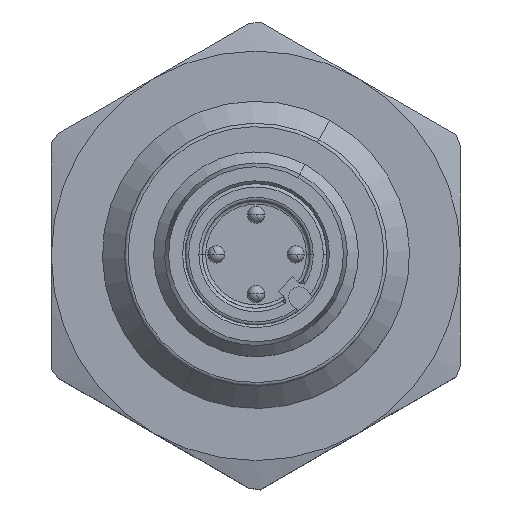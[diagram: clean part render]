
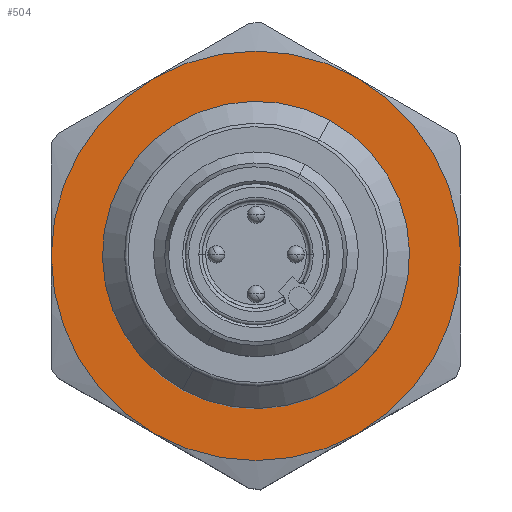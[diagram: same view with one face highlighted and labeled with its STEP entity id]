
A CAD part, top view. The second image highlights one B-rep face of the part: STEP entity #504.
In plain terms, the highlighted planar face has unit normal (0, 0, 1).
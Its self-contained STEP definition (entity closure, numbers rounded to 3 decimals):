
#504=ADVANCED_FACE('',(#1438,#1439),#1440,.F.);
#1438=FACE_OUTER_BOUND('',#2456,.T.);
#1439=FACE_BOUND('',#2457,.T.);
#1440=PLANE('',#2458);
#2456=EDGE_LOOP('',(#6356,#6357,#6358,#6359,#6360,#6361));
#2457=EDGE_LOOP('',(#6362,#6363,#6364));
#2458=AXIS2_PLACEMENT_3D('',#6365,#6366,#6367);
#6356=ORIENTED_EDGE('',*,*,#8101,.T.);
#6357=ORIENTED_EDGE('',*,*,#8102,.T.);
#6358=ORIENTED_EDGE('',*,*,#8103,.T.);
#6359=ORIENTED_EDGE('',*,*,#8104,.T.);
#6360=ORIENTED_EDGE('',*,*,#8105,.T.);
#6361=ORIENTED_EDGE('',*,*,#8106,.T.);
#6362=ORIENTED_EDGE('',*,*,#7645,.T.);
#6363=ORIENTED_EDGE('',*,*,#8107,.T.);
#6364=ORIENTED_EDGE('',*,*,#8099,.T.);
#6365=CARTESIAN_POINT('',(0.0,0.0,17.0));
#6366=DIRECTION('',(0.0,0.0,-1.0));
#6367=DIRECTION('',(0.0,-1.0,0.0));
#7645=EDGE_CURVE('',#9416,#9420,#9422,.T.);
#8099=EDGE_CURVE('',#10175,#9416,#10176,.T.);
#8101=EDGE_CURVE('',#10178,#10179,#10180,.T.);
#8102=EDGE_CURVE('',#10179,#10181,#10182,.T.);
#8103=EDGE_CURVE('',#10181,#10183,#10184,.T.);
#8104=EDGE_CURVE('',#10183,#10185,#10186,.T.);
#8105=EDGE_CURVE('',#10185,#10187,#10188,.T.);
#8106=EDGE_CURVE('',#10187,#10178,#10189,.T.);
#8107=EDGE_CURVE('',#9420,#10175,#10190,.T.);
#9416=VERTEX_POINT('',#12812);
#9420=VERTEX_POINT('',#12817);
#9422=CIRCLE('',#12820,8.8);
#10175=VERTEX_POINT('',#14302);
#10176=CIRCLE('',#14303,8.8);
#10178=VERTEX_POINT('',#14306);
#10179=VERTEX_POINT('',#14307);
#10180=CIRCLE('',#14308,12.0);
#10181=VERTEX_POINT('',#14309);
#10182=CIRCLE('',#14310,12.0);
#10183=VERTEX_POINT('',#14311);
#10184=CIRCLE('',#14312,12.0);
#10185=VERTEX_POINT('',#14313);
#10186=CIRCLE('',#14314,12.0);
#10187=VERTEX_POINT('',#14315);
#10188=CIRCLE('',#14316,12.0);
#10189=CIRCLE('',#14317,12.0);
#10190=CIRCLE('',#14318,8.8);
#12812=CARTESIAN_POINT('',(0.208,8.798,17.0));
#12817=CARTESIAN_POINT('',(7.723,4.219,17.0));
#12820=AXIS2_PLACEMENT_3D('',#15866,#15867,#15868);
#14302=CARTESIAN_POINT('',(-7.723,-4.219,17.0));
#14303=AXIS2_PLACEMENT_3D('',#16346,#16347,#16348);
#14306=CARTESIAN_POINT('',(6.,10.392,17.0));
#14307=CARTESIAN_POINT('',(-6.,10.392,17.));
#14308=AXIS2_PLACEMENT_3D('',#16350,#16351,#16352);
#14309=CARTESIAN_POINT('',(-12.,0.,17.));
#14310=AXIS2_PLACEMENT_3D('',#16353,#16354,#16355);
#14311=CARTESIAN_POINT('',(-6.0,-10.392,17.0));
#14312=AXIS2_PLACEMENT_3D('',#16356,#16357,#16358);
#14313=CARTESIAN_POINT('',(6.,-10.392,17.));
#14314=AXIS2_PLACEMENT_3D('',#16359,#16360,#16361);
#14315=CARTESIAN_POINT('',(12.0,0.,17.));
#14316=AXIS2_PLACEMENT_3D('',#16362,#16363,#16364);
#14317=AXIS2_PLACEMENT_3D('',#16365,#16366,#16367);
#14318=AXIS2_PLACEMENT_3D('',#16368,#16369,#16370);
#15866=CARTESIAN_POINT('',(0.0,0.0,17.0));
#15867=DIRECTION('',(0.0,0.0,-1.0));
#15868=DIRECTION('',(0.024,1.,0.0));
#16346=CARTESIAN_POINT('',(0.0,0.0,17.0));
#16347=DIRECTION('',(-0.0,0.0,-1.0));
#16348=DIRECTION('',(-0.878,-0.479,0.0));
#16350=CARTESIAN_POINT('',(0.0,0.0,17.0));
#16351=DIRECTION('',(0.0,-0.0,1.0));
#16352=DIRECTION('',(0.5,0.866,0.0));
#16353=CARTESIAN_POINT('',(0.0,0.0,17.0));
#16354=DIRECTION('',(0.0,0.0,1.0));
#16355=DIRECTION('',(-0.5,0.866,0.0));
#16356=CARTESIAN_POINT('',(0.0,0.0,17.0));
#16357=DIRECTION('',(0.0,0.0,1.0));
#16358=DIRECTION('',(-1.0,0.,0.0));
#16359=CARTESIAN_POINT('',(0.0,0.0,17.0));
#16360=DIRECTION('',(0.0,0.0,1.0));
#16361=DIRECTION('',(-0.5,-0.866,0.0));
#16362=CARTESIAN_POINT('',(0.0,0.0,17.0));
#16363=DIRECTION('',(0.0,0.0,1.0));
#16364=DIRECTION('',(0.5,-0.866,0.0));
#16365=CARTESIAN_POINT('',(0.0,0.0,17.0));
#16366=DIRECTION('',(0.0,0.0,1.0));
#16367=DIRECTION('',(1.0,0.0,0.0));
#16368=CARTESIAN_POINT('',(0.0,0.0,17.0));
#16369=DIRECTION('',(0.0,0.0,-1.0));
#16370=DIRECTION('',(0.878,0.479,0.0));
